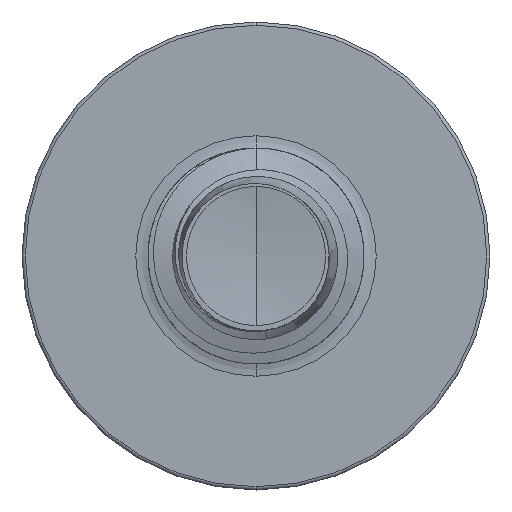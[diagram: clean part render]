
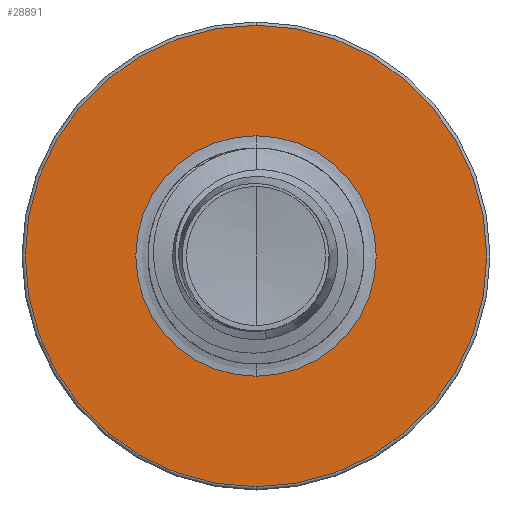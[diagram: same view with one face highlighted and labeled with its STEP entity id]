
A CAD part, front view. The second image highlights one B-rep face of the part: STEP entity #28891.
In plain terms, the highlighted planar face has unit normal (0, -1, 0).
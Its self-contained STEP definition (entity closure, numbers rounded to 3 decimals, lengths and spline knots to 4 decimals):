
#626 = EDGE_CURVE ( 'NONE', #21436, #32462, #24203, .T. ) ;
#1776 = AXIS2_PLACEMENT_3D ( 'NONE', #15915, #17263, #17224 ) ;
#1827 = AXIS2_PLACEMENT_3D ( 'NONE', #28836, #3870, #6277 ) ;
#3814 = DIRECTION ( 'NONE',  ( 0., 1., 0. ) ) ;
#3870 = DIRECTION ( 'NONE',  ( 0., 1., 0. ) ) ;
#4040 = CARTESIAN_POINT ( 'NONE',  ( 0., 12.5, 1.6704 ) ) ;
#5383 = EDGE_CURVE ( 'NONE', #32462, #21436, #32774, .T. ) ;
#6244 = EDGE_CURVE ( 'NONE', #27515, #16609, #11147, .T. ) ;
#6277 = DIRECTION ( 'NONE',  ( 0., 0., 1. ) ) ;
#7637 = DIRECTION ( 'NONE',  ( 0., 1., 0. ) ) ;
#8586 = CARTESIAN_POINT ( 'NONE',  ( 0., 12.5, -1.6704 ) ) ;
#10917 = ORIENTED_EDGE ( 'NONE', *, *, #6244, .F. ) ;
#11147 = CIRCLE ( 'NONE', #1827, 3.205 ) ;
#11400 = CIRCLE ( 'NONE', #21477, 3.205 ) ;
#13746 = DIRECTION ( 'NONE',  ( 0., 1., 0. ) ) ;
#13784 = CARTESIAN_POINT ( 'NONE',  ( 0., 12.5, 0. ) ) ;
#14026 = CARTESIAN_POINT ( 'NONE',  ( 0., 12.5, -3.205 ) ) ;
#14285 = DIRECTION ( 'NONE',  ( 0., 0., 1. ) ) ;
#15361 = EDGE_LOOP ( 'NONE', ( #10917, #31320 ) ) ;
#15541 = CARTESIAN_POINT ( 'NONE',  ( 0., 12.5, 3.205 ) ) ;
#15915 = CARTESIAN_POINT ( 'NONE',  ( 0., 12.5, 0. ) ) ;
#16609 = VERTEX_POINT ( 'NONE', #14026 ) ;
#17224 = DIRECTION ( 'NONE',  ( 0., 0., 1. ) ) ;
#17263 = DIRECTION ( 'NONE',  ( 0., 1., 0. ) ) ;
#18330 = ORIENTED_EDGE ( 'NONE', *, *, #626, .T. ) ;
#18614 = AXIS2_PLACEMENT_3D ( 'NONE', #29390, #7637, #25536 ) ;
#20494 = CARTESIAN_POINT ( 'NONE',  ( 0., 12.5, 0. ) ) ;
#21436 = VERTEX_POINT ( 'NONE', #4040 ) ;
#21477 = AXIS2_PLACEMENT_3D ( 'NONE', #20494, #3814, #22771 ) ;
#21853 = ORIENTED_EDGE ( 'NONE', *, *, #5383, .T. ) ;
#22771 = DIRECTION ( 'NONE',  ( 0., 0., 1. ) ) ;
#23263 = EDGE_LOOP ( 'NONE', ( #18330, #21853 ) ) ;
#23348 = PLANE ( 'NONE',  #18614 ) ;
#24203 = CIRCLE ( 'NONE', #1776, 1.6704 ) ;
#25023 = FACE_OUTER_BOUND ( 'NONE', #15361, .T. ) ;
#25536 = DIRECTION ( 'NONE',  ( 0., 0., 1. ) ) ;
#25676 = AXIS2_PLACEMENT_3D ( 'NONE', #13784, #13746, #14285 ) ;
#26317 = EDGE_CURVE ( 'NONE', #16609, #27515, #11400, .T. ) ;
#27515 = VERTEX_POINT ( 'NONE', #15541 ) ;
#28836 = CARTESIAN_POINT ( 'NONE',  ( 0., 12.5, 0. ) ) ;
#28891 = ADVANCED_FACE ( 'NONE', ( #25023, #30333 ), #23348, .F. ) ;
#29390 = CARTESIAN_POINT ( 'NONE',  ( 0., 12.5, -1.6704 ) ) ;
#30333 = FACE_BOUND ( 'NONE', #23263, .T. ) ;
#31320 = ORIENTED_EDGE ( 'NONE', *, *, #26317, .F. ) ;
#32462 = VERTEX_POINT ( 'NONE', #8586 ) ;
#32774 = CIRCLE ( 'NONE', #25676, 1.6704 ) ;
